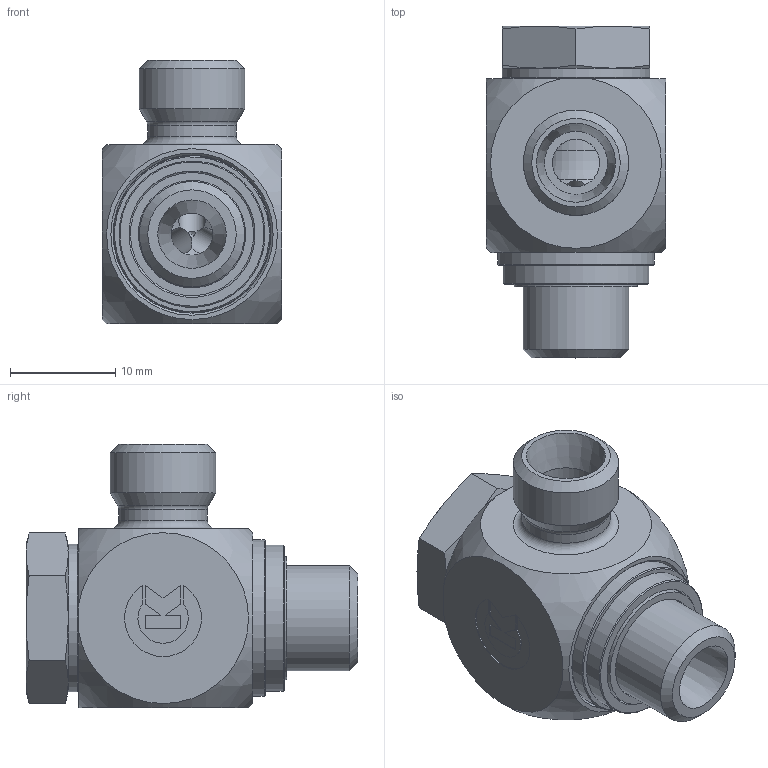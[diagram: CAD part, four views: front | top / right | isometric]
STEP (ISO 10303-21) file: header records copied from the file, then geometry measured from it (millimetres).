
FILE_DESCRIPTION((''),'2;1');
FILE_NAME('80760061010.stp','2014-09-05T19:34:51',(''),('KNOMI spol. s r. o.'),'Autodesk Inventor 2012','Autodesk Inventor 2012','');
FILE_SCHEMA(('AUTOMOTIVE_DESIGN { 1 2 10303 214 0 1 1 1 }'));
Length unit declared in the file: millimetre
Products named in the file (7): SPEM1 6LLM M10x1 / M10x1 "pryž"; 7471 20 1010; 7092 35 0410; 60707515; 8077010; 80775210; 80775110
Assembly tree (6 placements, depth 3):
  SPEM1 6LLM M10x1 / M10x1 "pryž"
    7471 20 1010
    7092 35 0410
    60707515
    8077010
      80775210
      80775110
Bounding box: 17 x 31.5 x 25 mm (x, y, z)
Volume: 6011.3 mm3; surface area: 5001.9 mm2
Topology: 5 solids, 5 shells, 152 faces, 352 edges, 222 vertices
Faces by surface type: plane 74, cone 33, cylinder 31, torus 13, sphere 1
Full cylindrical faces by diameter (mm): 2.5 x3, 4 x1, 4.5 x1, 6 x1, 7.5 x1, 8.4 x1, 10 x2, 10.2 x1, 10.7 x1, 10.96 x3, 11 x1, 11.1 x1, 11.7 x1, 12 x1, 12.4 x1, 12.6 x1, 13.9 x1, 14 x1, 14.9 x1, 15 x1
Entity records: 4461 total; most frequent: CARTESIAN_POINT 941, DIRECTION 679, ORIENTED_EDGE 562, EDGE_CURVE 281, AXIS2_PLACEMENT_3D 273, EDGE_LOOP 236, VERTEX_POINT 207, FACE_OUTER_BOUND 152
